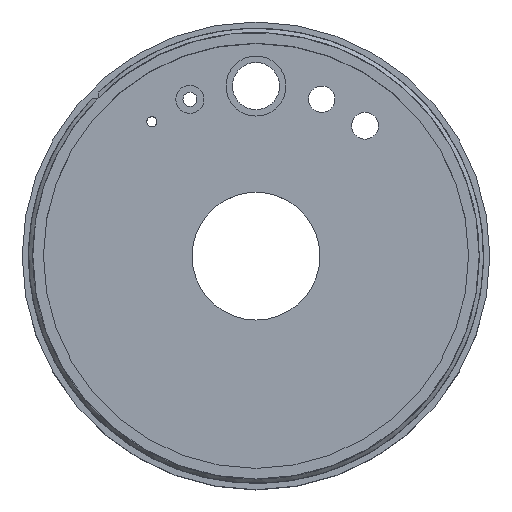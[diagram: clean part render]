
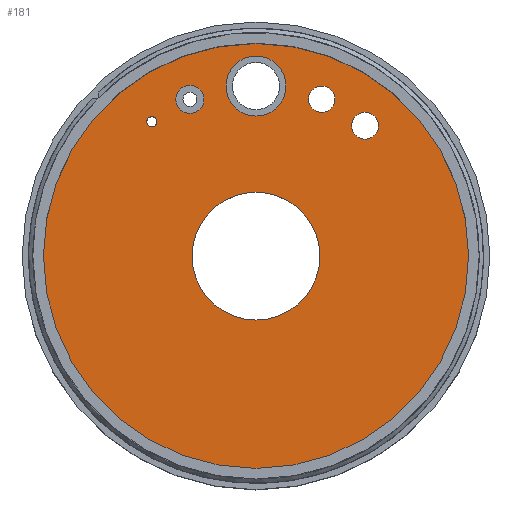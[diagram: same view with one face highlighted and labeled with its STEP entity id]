
A CAD part, top view. The second image highlights one B-rep face of the part: STEP entity #181.
In plain terms, the highlighted planar face has unit normal (0, 0, 1).
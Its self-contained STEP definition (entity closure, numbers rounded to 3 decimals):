
#3 = DIRECTION ( 'NONE',  ( 1., 0., 0. ) ) ;
#181 = ADVANCED_FACE ( 'NONE', ( #903, #3017, #1295, #2305, #1616, #3708, #3409 ), #4424, .T. ) ;
#188 = CARTESIAN_POINT ( 'NONE',  ( -100., 0., 14. ) ) ;
#191 = CARTESIAN_POINT ( 'NONE',  ( -49.006, 63.233, 14. ) ) ;
#192 = VERTEX_POINT ( 'NONE', #928 ) ;
#201 = ORIENTED_EDGE ( 'NONE', *, *, #2688, .F. ) ;
#219 = AXIS2_PLACEMENT_3D ( 'NONE', #3195, #2137, #392 ) ;
#260 = CARTESIAN_POINT ( 'NONE',  ( 0., 0., 14. ) ) ;
#302 = DIRECTION ( 'NONE',  ( 0., 0., 1. ) ) ;
#348 = AXIS2_PLACEMENT_3D ( 'NONE', #4079, #1208, #4379 ) ;
#392 = DIRECTION ( 'NONE',  ( 1., 0., 0. ) ) ;
#406 = EDGE_CURVE ( 'NONE', #2035, #192, #2964, .T. ) ;
#492 = DIRECTION ( 'NONE',  ( 1., 0., 0. ) ) ;
#503 = AXIS2_PLACEMENT_3D ( 'NONE', #2671, #1890, #2607 ) ;
#518 = EDGE_CURVE ( 'NONE', #2791, #1600, #3559, .T. ) ;
#542 = VERTEX_POINT ( 'NONE', #4147 ) ;
#586 = EDGE_CURVE ( 'NONE', #3666, #2056, #1755, .T. ) ;
#596 = ORIENTED_EDGE ( 'NONE', *, *, #586, .F. ) ;
#639 = EDGE_LOOP ( 'NONE', ( #4520, #2608 ) ) ;
#683 = ORIENTED_EDGE ( 'NONE', *, *, #3987, .F. ) ;
#766 = CARTESIAN_POINT ( 'NONE',  ( -14.105, 80., 14. ) ) ;
#808 = AXIS2_PLACEMENT_3D ( 'NONE', #1453, #1083, #1700 ) ;
#815 = DIRECTION ( 'NONE',  ( 1., 0., 0. ) ) ;
#903 = FACE_BOUND ( 'NONE', #950, .T. ) ;
#928 = CARTESIAN_POINT ( 'NONE',  ( -51.356, 63.233, 14. ) ) ;
#950 = EDGE_LOOP ( 'NONE', ( #3299, #3811 ) ) ;
#953 = AXIS2_PLACEMENT_3D ( 'NONE', #2090, #2735, #1676 ) ;
#967 = AXIS2_PLACEMENT_3D ( 'NONE', #3964, #2810, #815 ) ;
#1016 = DIRECTION ( 'NONE',  ( 1., 0., 0. ) ) ;
#1024 = EDGE_CURVE ( 'NONE', #3397, #3973, #1175, .T. ) ;
#1083 = DIRECTION ( 'NONE',  ( 0., 0., 1. ) ) ;
#1175 = CIRCLE ( 'NONE', #808, 6.61 ) ;
#1208 = DIRECTION ( 'NONE',  ( 0., 0., 1. ) ) ;
#1210 = AXIS2_PLACEMENT_3D ( 'NONE', #260, #1274, #4360 ) ;
#1259 = EDGE_CURVE ( 'NONE', #2672, #3740, #1976, .T. ) ;
#1274 = DIRECTION ( 'NONE',  ( 0., 0., 1. ) ) ;
#1282 = ORIENTED_EDGE ( 'NONE', *, *, #406, .F. ) ;
#1295 = FACE_BOUND ( 'NONE', #639, .T. ) ;
#1303 = ORIENTED_EDGE ( 'NONE', *, *, #518, .T. ) ;
#1344 = CARTESIAN_POINT ( 'NONE',  ( 30.882, 73.799, 14. ) ) ;
#1414 = CIRCLE ( 'NONE', #1998, 30.05 ) ;
#1442 = DIRECTION ( 'NONE',  ( 0., 0., 1. ) ) ;
#1453 = CARTESIAN_POINT ( 'NONE',  ( -31.073, 73.719, 14. ) ) ;
#1491 = CARTESIAN_POINT ( 'NONE',  ( 0., 0., 14. ) ) ;
#1505 = CARTESIAN_POINT ( 'NONE',  ( -37.683, 73.719, 14. ) ) ;
#1507 = CARTESIAN_POINT ( 'NONE',  ( 30.05, 0., 14. ) ) ;
#1539 = AXIS2_PLACEMENT_3D ( 'NONE', #3039, #2025, #1016 ) ;
#1600 = VERTEX_POINT ( 'NONE', #3511 ) ;
#1605 = DIRECTION ( 'NONE',  ( 0., 0., 1. ) ) ;
#1616 = FACE_BOUND ( 'NONE', #2335, .T. ) ;
#1623 = EDGE_LOOP ( 'NONE', ( #596, #683 ) ) ;
#1676 = DIRECTION ( 'NONE',  ( 1., 0., 0. ) ) ;
#1700 = DIRECTION ( 'NONE',  ( 1., 0., 0. ) ) ;
#1708 = ORIENTED_EDGE ( 'NONE', *, *, #1024, .F. ) ;
#1725 = CARTESIAN_POINT ( 'NONE',  ( 57.65, 61.362, 14. ) ) ;
#1730 = EDGE_LOOP ( 'NONE', ( #3066, #201 ) ) ;
#1755 = CIRCLE ( 'NONE', #219, 6.32 ) ;
#1834 = EDGE_CURVE ( 'NONE', #3280, #542, #1414, .T. ) ;
#1890 = DIRECTION ( 'NONE',  ( 0., 0., 1. ) ) ;
#1976 = CIRCLE ( 'NONE', #4548, 14.105 ) ;
#1998 = AXIS2_PLACEMENT_3D ( 'NONE', #1491, #2891, #4299 ) ;
#2025 = DIRECTION ( 'NONE',  ( 0., 0., 1. ) ) ;
#2035 = VERTEX_POINT ( 'NONE', #3695 ) ;
#2056 = VERTEX_POINT ( 'NONE', #1725 ) ;
#2090 = CARTESIAN_POINT ( 'NONE',  ( 0., 0., 14. ) ) ;
#2123 = VERTEX_POINT ( 'NONE', #2315 ) ;
#2124 = CIRCLE ( 'NONE', #1539, 30.05 ) ;
#2137 = DIRECTION ( 'NONE',  ( 0., 0., 1. ) ) ;
#2213 = EDGE_CURVE ( 'NONE', #3350, #2123, #3326, .T. ) ;
#2221 = CARTESIAN_POINT ( 'NONE',  ( 24.682, 73.799, 14. ) ) ;
#2305 = FACE_BOUND ( 'NONE', #1730, .T. ) ;
#2315 = CARTESIAN_POINT ( 'NONE',  ( 37.082, 73.799, 14. ) ) ;
#2318 = CARTESIAN_POINT ( 'NONE',  ( 0., 80., 14. ) ) ;
#2335 = EDGE_LOOP ( 'NONE', ( #1708, #4518 ) ) ;
#2336 = AXIS2_PLACEMENT_3D ( 'NONE', #191, #3388, #492 ) ;
#2420 = CARTESIAN_POINT ( 'NONE',  ( -49.006, 63.233, 14. ) ) ;
#2517 = DIRECTION ( 'NONE',  ( 1., 0., 0. ) ) ;
#2545 = AXIS2_PLACEMENT_3D ( 'NONE', #4269, #1442, #2517 ) ;
#2607 = DIRECTION ( 'NONE',  ( 1., 0., 0. ) ) ;
#2608 = ORIENTED_EDGE ( 'NONE', *, *, #3327, .F. ) ;
#2634 = EDGE_LOOP ( 'NONE', ( #4111, #1282 ) ) ;
#2671 = CARTESIAN_POINT ( 'NONE',  ( 51.33, 61.362, 14. ) ) ;
#2672 = VERTEX_POINT ( 'NONE', #766 ) ;
#2688 = EDGE_CURVE ( 'NONE', #3740, #2672, #3758, .T. ) ;
#2735 = DIRECTION ( 'NONE',  ( 0., 0., 1. ) ) ;
#2741 = DIRECTION ( 'NONE',  ( 1., 0., 0. ) ) ;
#2791 = VERTEX_POINT ( 'NONE', #188 ) ;
#2806 = DIRECTION ( 'NONE',  ( 1., 0., 0. ) ) ;
#2810 = DIRECTION ( 'NONE',  ( 0., 0., 1. ) ) ;
#2891 = DIRECTION ( 'NONE',  ( 0., 0., 1. ) ) ;
#2933 = CIRCLE ( 'NONE', #953, 100. ) ;
#2935 = EDGE_LOOP ( 'NONE', ( #1303, #3524 ) ) ;
#2964 = CIRCLE ( 'NONE', #4507, 2.35 ) ;
#2981 = CIRCLE ( 'NONE', #2545, 6.2 ) ;
#3003 = DIRECTION ( 'NONE',  ( 0., 0., 1. ) ) ;
#3017 = FACE_BOUND ( 'NONE', #1623, .T. ) ;
#3039 = CARTESIAN_POINT ( 'NONE',  ( 0., 0., 14. ) ) ;
#3066 = ORIENTED_EDGE ( 'NONE', *, *, #1259, .F. ) ;
#3102 = DIRECTION ( 'NONE',  ( 0., 0., 1. ) ) ;
#3137 = CIRCLE ( 'NONE', #503, 6.32 ) ;
#3182 = CARTESIAN_POINT ( 'NONE',  ( 14.105, 80., 14. ) ) ;
#3195 = CARTESIAN_POINT ( 'NONE',  ( 51.33, 61.362, 14. ) ) ;
#3280 = VERTEX_POINT ( 'NONE', #1507 ) ;
#3299 = ORIENTED_EDGE ( 'NONE', *, *, #1834, .F. ) ;
#3318 = CARTESIAN_POINT ( 'NONE',  ( -24.463, 73.719, 14. ) ) ;
#3326 = CIRCLE ( 'NONE', #3770, 6.2 ) ;
#3327 = EDGE_CURVE ( 'NONE', #2123, #3350, #2981, .T. ) ;
#3350 = VERTEX_POINT ( 'NONE', #2221 ) ;
#3388 = DIRECTION ( 'NONE',  ( 0., 0., 1. ) ) ;
#3397 = VERTEX_POINT ( 'NONE', #1505 ) ;
#3409 = FACE_OUTER_BOUND ( 'NONE', #2935, .T. ) ;
#3511 = CARTESIAN_POINT ( 'NONE',  ( 100., 0., 14. ) ) ;
#3524 = ORIENTED_EDGE ( 'NONE', *, *, #4283, .T. ) ;
#3559 = CIRCLE ( 'NONE', #4336, 100. ) ;
#3575 = CARTESIAN_POINT ( 'NONE',  ( 45.01, 61.362, 14. ) ) ;
#3666 = VERTEX_POINT ( 'NONE', #3575 ) ;
#3695 = CARTESIAN_POINT ( 'NONE',  ( -46.656, 63.233, 14. ) ) ;
#3708 = FACE_BOUND ( 'NONE', #2634, .T. ) ;
#3740 = VERTEX_POINT ( 'NONE', #3182 ) ;
#3748 = DIRECTION ( 'NONE',  ( 1., 0., 0. ) ) ;
#3758 = CIRCLE ( 'NONE', #967, 14.105 ) ;
#3770 = AXIS2_PLACEMENT_3D ( 'NONE', #1344, #3003, #2741 ) ;
#3811 = ORIENTED_EDGE ( 'NONE', *, *, #4392, .F. ) ;
#3880 = EDGE_CURVE ( 'NONE', #3973, #3397, #3881, .T. ) ;
#3881 = CIRCLE ( 'NONE', #348, 6.61 ) ;
#3964 = CARTESIAN_POINT ( 'NONE',  ( 0., 80., 14. ) ) ;
#3973 = VERTEX_POINT ( 'NONE', #3318 ) ;
#3987 = EDGE_CURVE ( 'NONE', #2056, #3666, #3137, .T. ) ;
#4079 = CARTESIAN_POINT ( 'NONE',  ( -31.073, 73.719, 14. ) ) ;
#4111 = ORIENTED_EDGE ( 'NONE', *, *, #4167, .F. ) ;
#4147 = CARTESIAN_POINT ( 'NONE',  ( -30.05, 0., 14. ) ) ;
#4167 = EDGE_CURVE ( 'NONE', #192, #2035, #4324, .T. ) ;
#4269 = CARTESIAN_POINT ( 'NONE',  ( 30.882, 73.799, 14. ) ) ;
#4283 = EDGE_CURVE ( 'NONE', #1600, #2791, #2933, .T. ) ;
#4299 = DIRECTION ( 'NONE',  ( 1., 0., 0. ) ) ;
#4324 = CIRCLE ( 'NONE', #2336, 2.35 ) ;
#4336 = AXIS2_PLACEMENT_3D ( 'NONE', #4533, #302, #3 ) ;
#4360 = DIRECTION ( 'NONE',  ( 1., 0., 0. ) ) ;
#4379 = DIRECTION ( 'NONE',  ( 1., 0., 0. ) ) ;
#4392 = EDGE_CURVE ( 'NONE', #542, #3280, #2124, .T. ) ;
#4424 = PLANE ( 'NONE',  #1210 ) ;
#4507 = AXIS2_PLACEMENT_3D ( 'NONE', #2420, #3102, #2806 ) ;
#4518 = ORIENTED_EDGE ( 'NONE', *, *, #3880, .F. ) ;
#4520 = ORIENTED_EDGE ( 'NONE', *, *, #2213, .F. ) ;
#4533 = CARTESIAN_POINT ( 'NONE',  ( 0., 0., 14. ) ) ;
#4548 = AXIS2_PLACEMENT_3D ( 'NONE', #2318, #1605, #3748 ) ;
